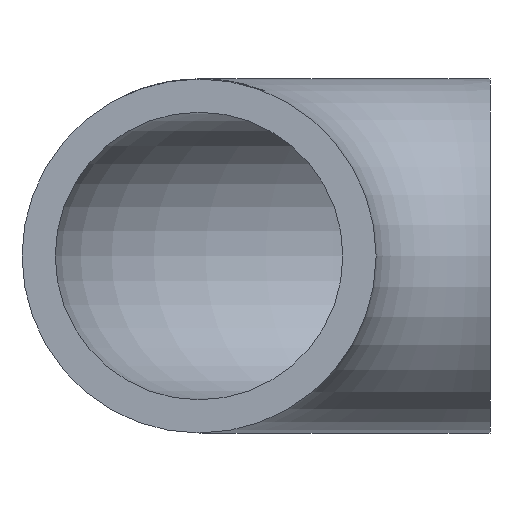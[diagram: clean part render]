
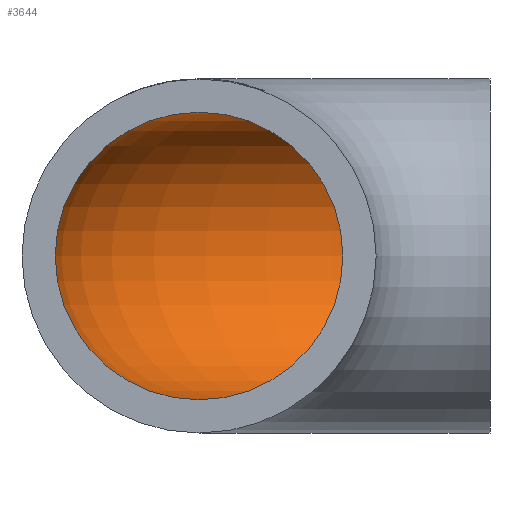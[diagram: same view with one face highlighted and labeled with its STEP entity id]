
A CAD part, front view. The second image highlights one B-rep face of the part: STEP entity #3644.
In plain terms, the highlighted toroidal (fillet/blend) face has major radius 17.5 mm and minor radius 8.65 mm.
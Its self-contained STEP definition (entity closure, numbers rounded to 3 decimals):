
#416 = DIRECTION ( 'NONE',  ( 0., 1., 0. ) ) ;
#1494 = CARTESIAN_POINT ( 'NONE',  ( 0., 26.15, 0. ) ) ;
#1611 = VERTEX_POINT ( 'NONE', #1494 ) ;
#2118 = EDGE_LOOP ( 'NONE', ( #8859 ) ) ;
#3437 = DIRECTION ( 'NONE',  ( -1., 0., 0. ) ) ;
#3625 = FACE_OUTER_BOUND ( 'NONE', #2118, .T. ) ;
#3644 = ADVANCED_FACE ( 'NONE', ( #8577, #3625 ), #9473, .F. ) ;
#3738 = DIRECTION ( 'NONE',  ( 1., 0., 0. ) ) ;
#4057 = AXIS2_PLACEMENT_3D ( 'NONE', #8341, #7364, #3437 ) ;
#4623 = ORIENTED_EDGE ( 'NONE', *, *, #12663, .T. ) ;
#4773 = DIRECTION ( 'NONE',  ( 0., 1., 0. ) ) ;
#5856 = EDGE_LOOP ( 'NONE', ( #4623 ) ) ;
#6582 = CARTESIAN_POINT ( 'NONE',  ( -17.5, 0., 8.65 ) ) ;
#7122 = CIRCLE ( 'NONE', #9401, 8.65 ) ;
#7364 = DIRECTION ( 'NONE',  ( 0., 0., -1. ) ) ;
#8193 = DIRECTION ( 'NONE',  ( 0., 0., 1. ) ) ;
#8341 = CARTESIAN_POINT ( 'NONE',  ( 0., 0., 0. ) ) ;
#8577 = FACE_OUTER_BOUND ( 'NONE', #5856, .T. ) ;
#8815 = EDGE_CURVE ( 'NONE', #11527, #11527, #12288, .T. ) ;
#8859 = ORIENTED_EDGE ( 'NONE', *, *, #8815, .F. ) ;
#9401 = AXIS2_PLACEMENT_3D ( 'NONE', #12606, #3738, #4773 ) ;
#9473 = TOROIDAL_SURFACE ( 'NONE', #4057, 17.5, 8.65 ) ;
#11527 = VERTEX_POINT ( 'NONE', #6582 ) ;
#12167 = CARTESIAN_POINT ( 'NONE',  ( -17.5, 0., 0. ) ) ;
#12288 = CIRCLE ( 'NONE', #12485, 8.65 ) ;
#12485 = AXIS2_PLACEMENT_3D ( 'NONE', #12167, #416, #8193 ) ;
#12606 = CARTESIAN_POINT ( 'NONE',  ( 0., 17.5, 0. ) ) ;
#12663 = EDGE_CURVE ( 'NONE', #1611, #1611, #7122, .T. ) ;
